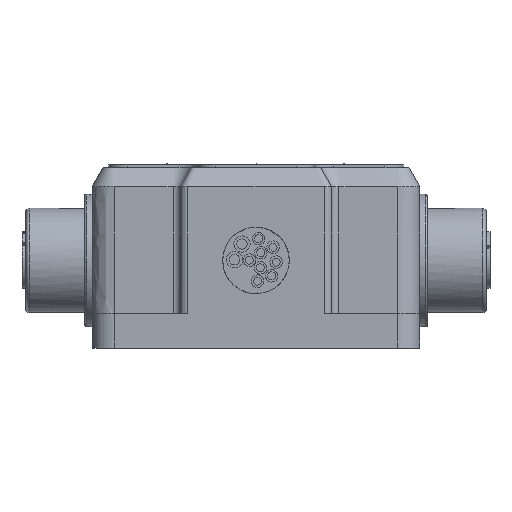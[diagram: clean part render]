
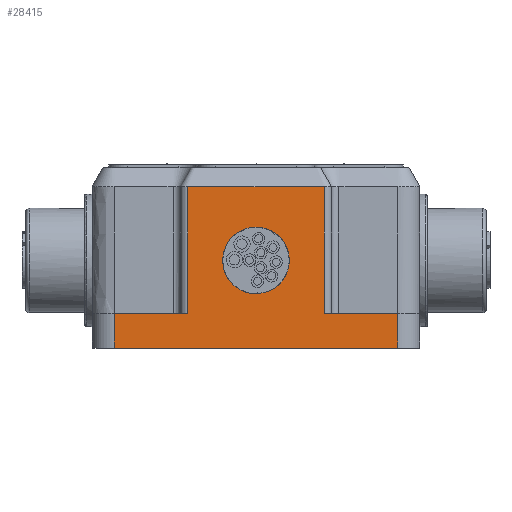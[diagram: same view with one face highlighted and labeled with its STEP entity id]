
A CAD part, front view. The second image highlights one B-rep face of the part: STEP entity #28415.
In plain terms, the highlighted free-form (B-spline) face has degree [1, 1] with [2, 2] control points.
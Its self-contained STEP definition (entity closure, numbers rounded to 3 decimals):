
#28302=CARTESIAN_POINT('',(4.5,0.,11.9));
#28303=VERTEX_POINT('',#28302);
#28304=CARTESIAN_POINT('',(0.,0.,16.4));
#28305=VERTEX_POINT('',#28304);
#28306=CARTESIAN_POINT('',(4.5,0.,11.9));
#28307=CARTESIAN_POINT('',(4.5,0.,16.4));
#28308=CARTESIAN_POINT('',(0.,0.,16.4));
#28309=(BOUNDED_CURVE()B_SPLINE_CURVE(2,(#28306,#28307,#28308),.CIRCULAR_ARC.,.F.,.U.)B_SPLINE_CURVE_WITH_KNOTS((3,3),(0.75,1.),.UNSPECIFIED.)CURVE()GEOMETRIC_REPRESENTATION_ITEM()RATIONAL_B_SPLINE_CURVE((1.,0.707,1.))REPRESENTATION_ITEM(''));
#28310=EDGE_CURVE('',#28303,#28305,#28309,.T.);
#28321=CARTESIAN_POINT('',(0.,0.,16.4));
#28322=CARTESIAN_POINT('',(-4.5,0.,16.4));
#28323=CARTESIAN_POINT('',(-4.5,0.,11.9));
#28324=CARTESIAN_POINT('',(-4.5,0.,7.4));
#28325=CARTESIAN_POINT('',(0.,0.,7.4));
#28326=CARTESIAN_POINT('',(4.5,0.,7.4));
#28327=CARTESIAN_POINT('',(4.5,0.,11.9));
#28328=CARTESIAN_POINT('',(4.5,0.,11.9));
#28329=CARTESIAN_POINT('',(4.5,0.,11.9));
#28330=(BOUNDED_CURVE()B_SPLINE_CURVE(2,(#28321,#28322,#28323,#28324,#28325,#28326,#28327,#28328,#28329),.CIRCULAR_ARC.,.F.,.U.)B_SPLINE_CURVE_WITH_KNOTS((3,2,2,2,3),(0.,0.25,0.5,0.75,0.75),.UNSPECIFIED.)CURVE()GEOMETRIC_REPRESENTATION_ITEM()RATIONAL_B_SPLINE_CURVE((1.,0.707,1.,0.707,1.,0.707,1.,1.,1.))REPRESENTATION_ITEM(''));
#28331=EDGE_CURVE('',#28305,#28303,#28330,.T.);
#28336=CARTESIAN_POINT('',(22.147,0.,-11.196));
#28337=CARTESIAN_POINT('',(-22.147,0.,-11.196));
#28338=CARTESIAN_POINT('',(22.147,0.,33.099));
#28339=CARTESIAN_POINT('',(-22.147,0.,33.099));
#28340=B_SPLINE_SURFACE_WITH_KNOTS('',1,1,((#28336,#28337),(#28338,#28339)),.PLANE_SURF.,.F.,.F.,.U.,(2,2),(2,2),(0.,1.),(0.,1.),.UNSPECIFIED.);
#28341=CARTESIAN_POINT('',(9.251,0.,21.9));
#28342=VERTEX_POINT('',#28341);
#28343=CARTESIAN_POINT('',(-9.25,0.,21.9));
#28344=VERTEX_POINT('',#28343);
#28345=CARTESIAN_POINT('',(9.251,0.,21.9));
#28346=CARTESIAN_POINT('',(6.168,0.,21.9));
#28347=CARTESIAN_POINT('',(1.542,0.,21.9));
#28348=CARTESIAN_POINT('',(-3.083,0.,21.9));
#28349=CARTESIAN_POINT('',(-5.396,0.,21.9));
#28350=CARTESIAN_POINT('',(-6.166,0.,21.9));
#28351=CARTESIAN_POINT('',(-7.323,0.,21.9));
#28352=CARTESIAN_POINT('',(-7.708,0.,21.9));
#28353=CARTESIAN_POINT('',(-8.286,0.,21.9));
#28354=CARTESIAN_POINT('',(-8.575,0.,21.9));
#28355=CARTESIAN_POINT('',(-8.865,0.,21.9));
#28356=CARTESIAN_POINT('',(-9.057,0.,21.9));
#28357=CARTESIAN_POINT('',(-9.154,0.,21.902));
#28358=CARTESIAN_POINT('',(-9.25,0.,21.899));
#28359=B_SPLINE_CURVE_WITH_KNOTS('',3,(#28345,#28346,#28347,#28348,#28349,#28350,#28351,#28352,#28353,#28354,#28355,#28356,#28357,#28358),.UNSPECIFIED.,.F.,.U.,(4,1,2,2,2,1,2,4),(0.,0.009,0.014,0.016,0.017,0.018,0.018,0.019),.UNSPECIFIED.);
#28360=EDGE_CURVE('',#28342,#28344,#28359,.T.);
#28361=ORIENTED_EDGE('',*,*,#28360,.T.);
#28362=CARTESIAN_POINT('',(-9.25,0.,4.7));
#28363=VERTEX_POINT('',#28362);
#28364=CARTESIAN_POINT('',(-9.25,0.,21.9));
#28365=CARTESIAN_POINT('',(-9.25,0.,4.7));
#28366=B_SPLINE_CURVE_WITH_KNOTS('',1,(#28364,#28365),.POLYLINE_FORM.,.F.,.U.,(2,2),(0.,1.),.UNSPECIFIED.);
#28367=EDGE_CURVE('',#28344,#28363,#28366,.T.);
#28368=ORIENTED_EDGE('',*,*,#28367,.T.);
#28369=CARTESIAN_POINT('',(-19.25,0.,4.7));
#28370=VERTEX_POINT('',#28369);
#28371=CARTESIAN_POINT('',(-9.25,0.,4.7));
#28372=CARTESIAN_POINT('',(-19.25,0.,4.7));
#28373=B_SPLINE_CURVE_WITH_KNOTS('',1,(#28371,#28372),.POLYLINE_FORM.,.F.,.U.,(2,2),(0.,1.),.UNSPECIFIED.);
#28374=EDGE_CURVE('',#28363,#28370,#28373,.T.);
#28375=ORIENTED_EDGE('',*,*,#28374,.T.);
#28376=CARTESIAN_POINT('',(-19.25,0.,0.));
#28377=VERTEX_POINT('',#28376);
#28378=CARTESIAN_POINT('',(-19.25,0.,4.7));
#28379=CARTESIAN_POINT('',(-19.25,0.,0.));
#28380=B_SPLINE_CURVE_WITH_KNOTS('',1,(#28378,#28379),.POLYLINE_FORM.,.F.,.U.,(2,2),(0.,1.),.UNSPECIFIED.);
#28381=EDGE_CURVE('',#28370,#28377,#28380,.T.);
#28382=ORIENTED_EDGE('',*,*,#28381,.T.);
#28383=CARTESIAN_POINT('',(19.25,0.,0.));
#28384=VERTEX_POINT('',#28383);
#28385=CARTESIAN_POINT('',(-19.25,0.,0.));
#28386=CARTESIAN_POINT('',(19.25,0.,0.));
#28387=B_SPLINE_CURVE_WITH_KNOTS('',1,(#28385,#28386),.POLYLINE_FORM.,.F.,.U.,(2,2),(0.,1.),.UNSPECIFIED.);
#28388=EDGE_CURVE('',#28377,#28384,#28387,.T.);
#28389=ORIENTED_EDGE('',*,*,#28388,.T.);
#28390=CARTESIAN_POINT('',(19.25,0.,4.7));
#28391=VERTEX_POINT('',#28390);
#28392=CARTESIAN_POINT('',(19.25,0.,0.));
#28393=CARTESIAN_POINT('',(19.25,0.,4.7));
#28394=B_SPLINE_CURVE_WITH_KNOTS('',1,(#28392,#28393),.POLYLINE_FORM.,.F.,.U.,(2,2),(0.,1.),.UNSPECIFIED.);
#28395=EDGE_CURVE('',#28384,#28391,#28394,.T.);
#28396=ORIENTED_EDGE('',*,*,#28395,.T.);
#28397=CARTESIAN_POINT('',(9.25,0.,4.7));
#28398=VERTEX_POINT('',#28397);
#28399=CARTESIAN_POINT('',(19.25,0.,4.7));
#28400=CARTESIAN_POINT('',(9.25,0.,4.7));
#28401=B_SPLINE_CURVE_WITH_KNOTS('',1,(#28399,#28400),.POLYLINE_FORM.,.F.,.U.,(2,2),(0.,1.),.UNSPECIFIED.);
#28402=EDGE_CURVE('',#28391,#28398,#28401,.T.);
#28403=ORIENTED_EDGE('',*,*,#28402,.T.);
#28404=CARTESIAN_POINT('',(9.25,0.,4.7));
#28405=CARTESIAN_POINT('',(9.251,0.,21.9));
#28406=B_SPLINE_CURVE_WITH_KNOTS('',1,(#28404,#28405),.POLYLINE_FORM.,.F.,.U.,(2,2),(0.,1.),.UNSPECIFIED.);
#28407=EDGE_CURVE('',#28398,#28342,#28406,.T.);
#28408=ORIENTED_EDGE('',*,*,#28407,.T.);
#28409=EDGE_LOOP('',(#28361,#28368,#28375,#28382,#28389,#28396,#28403,#28408));
#28410=FACE_OUTER_BOUND('',#28409,.T.);
#28411=ORIENTED_EDGE('',*,*,#28331,.F.);
#28412=ORIENTED_EDGE('',*,*,#28310,.F.);
#28413=EDGE_LOOP('',(#28411,#28412));
#28414=FACE_BOUND('',#28413,.T.);
#28415=ADVANCED_FACE('',(#28410,#28414),#28340,.T.);
